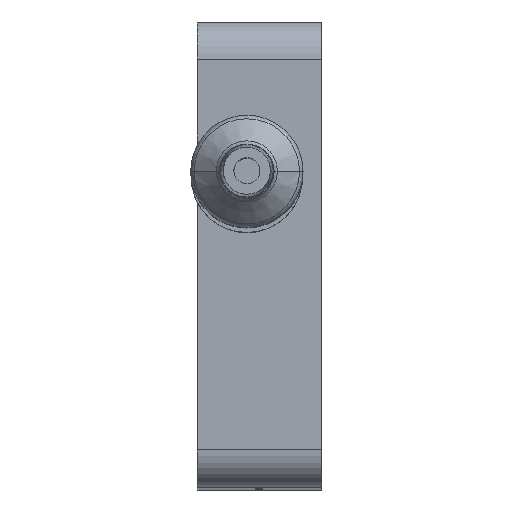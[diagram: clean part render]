
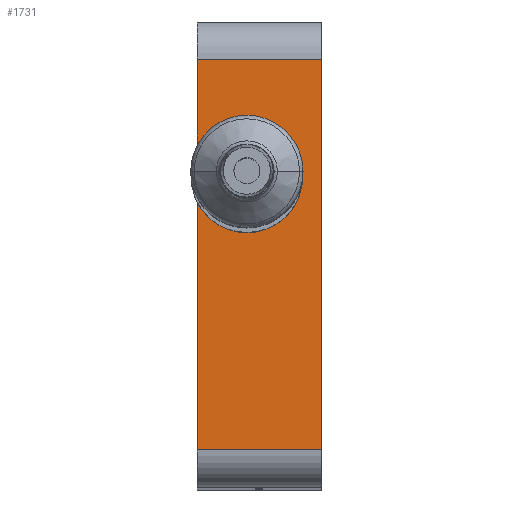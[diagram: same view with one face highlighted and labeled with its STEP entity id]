
A CAD part, top view. The second image highlights one B-rep face of the part: STEP entity #1731.
In plain terms, the highlighted planar face has unit normal (0, 0, 1).
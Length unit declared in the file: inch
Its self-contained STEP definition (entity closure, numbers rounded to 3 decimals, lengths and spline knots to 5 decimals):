
#458=DIRECTION('',(0.,-1.,0.));
#459=VECTOR('',#458,0.3935);
#460=CARTESIAN_POINT('',(0.,0.0785,1.375));
#461=LINE('',#460,#459);
#494=DIRECTION('',(0.,-1.,0.));
#495=VECTOR('',#494,0.1435);
#496=CARTESIAN_POINT('',(0.,0.315,1.375));
#497=LINE('',#496,#495);
#549=DIRECTION('',(0.,-1.,0.));
#550=VECTOR('',#549,0.63);
#551=CARTESIAN_POINT('',(0.2,0.315,1.375));
#552=LINE('',#551,#550);
#758=DIRECTION('',(1.,0.,0.));
#759=VECTOR('',#758,0.08);
#760=CARTESIAN_POINT('',(0.,0.0785,1.375));
#761=LINE('',#760,#759);
#762=CARTESIAN_POINT('',(0.08,0.125,1.375));
#763=DIRECTION('',(0.,0.,1.));
#764=DIRECTION('',(0.,-1.,0.));
#765=AXIS2_PLACEMENT_3D('',#762,#763,#764);
#767=DIRECTION('',(1.,0.,0.));
#768=VECTOR('',#767,0.08);
#769=CARTESIAN_POINT('',(0.,0.1715,1.375));
#770=LINE('',#769,#768);
#771=DIRECTION('',(-1.,0.,0.));
#772=VECTOR('',#771,0.2);
#773=CARTESIAN_POINT('',(0.2,0.315,1.375));
#774=LINE('',#773,#772);
#775=DIRECTION('',(-1.,0.,0.));
#776=VECTOR('',#775,0.2);
#777=CARTESIAN_POINT('',(0.2,-0.315,1.375));
#778=LINE('',#777,#776);
#1223=CARTESIAN_POINT('',(0.,0.315,1.375));
#1225=VERTEX_POINT('',#1223);
#1229=CARTESIAN_POINT('',(0.2,0.315,1.375));
#1230=VERTEX_POINT('',#1229);
#1232=CARTESIAN_POINT('',(0.,-0.315,1.375));
#1234=VERTEX_POINT('',#1232);
#1235=CARTESIAN_POINT('',(0.2,-0.315,1.375));
#1236=VERTEX_POINT('',#1235);
#1285=CARTESIAN_POINT('',(0.,0.0785,1.375));
#1287=VERTEX_POINT('',#1285);
#1289=CARTESIAN_POINT('',(0.,0.1715,1.375));
#1291=VERTEX_POINT('',#1289);
#1293=CARTESIAN_POINT('',(0.08,0.0785,1.375));
#1294=VERTEX_POINT('',#1293);
#1295=CARTESIAN_POINT('',(0.08,0.1715,1.375));
#1296=VERTEX_POINT('',#1295);
#1712=CARTESIAN_POINT('',(0.,0.375,1.375));
#1713=DIRECTION('',(0.,0.,1.));
#1714=DIRECTION('',(0.,-1.,0.));
#1715=AXIS2_PLACEMENT_3D('',#1712,#1713,#1714);
#1716=PLANE('',#1715);
#1718=ORIENTED_EDGE('',*,*,#1717,.T.);
#1720=ORIENTED_EDGE('',*,*,#1719,.T.);
#1722=ORIENTED_EDGE('',*,*,#1721,.F.);
#1723=ORIENTED_EDGE('',*,*,#1453,.F.);
#1725=ORIENTED_EDGE('',*,*,#1724,.F.);
#1726=ORIENTED_EDGE('',*,*,#1531,.T.);
#1727=ORIENTED_EDGE('',*,*,#1705,.T.);
#1728=ORIENTED_EDGE('',*,*,#1437,.F.);
#1729=EDGE_LOOP('',(#1718,#1720,#1722,#1723,#1725,#1726,#1727,#1728));
#1730=FACE_OUTER_BOUND('',#1729,.F.);
#1731=ADVANCED_FACE('',(#1730),#1716,.T.);
#766=CIRCLE('',#765,0.0465);
#1437=EDGE_CURVE('',#1287,#1234,#461,.T.);
#1453=EDGE_CURVE('',#1225,#1291,#497,.T.);
#1531=EDGE_CURVE('',#1230,#1236,#552,.T.);
#1705=EDGE_CURVE('',#1236,#1234,#778,.T.);
#1717=EDGE_CURVE('',#1287,#1294,#761,.T.);
#1719=EDGE_CURVE('',#1294,#1296,#766,.T.);
#1721=EDGE_CURVE('',#1291,#1296,#770,.T.);
#1724=EDGE_CURVE('',#1230,#1225,#774,.T.);
